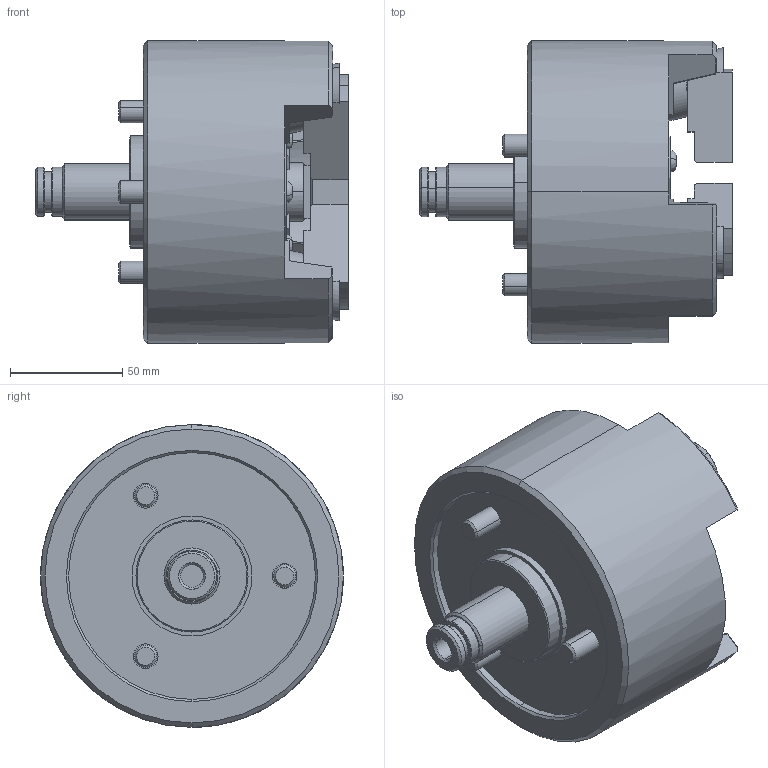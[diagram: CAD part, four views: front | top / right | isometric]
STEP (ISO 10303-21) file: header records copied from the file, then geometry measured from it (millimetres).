
FILE_DESCRIPTION (( 'STEP AP203' ), '1' );
FILE_NAME ('CF-3U-205K.STEP', '2020-01-21T10:04:22', ( 'temp' ), ( '' ), 'SwSTEP 2.0', 'SolidWorks 2016', '' );
FILE_SCHEMA (( 'CONFIG_CONTROL_DESIGN' ));
Length unit declared in the file: millimetre
Products named in the file (9): CF-3U-205-01000; CF-3U-205K-01000; CF-3U-205-03000; CF-3U-205-07000; CF-3U-205-08000; 半圓頭六角孔螺栓_M5x10; 圓頭內六角螺栓_M8x18; 圓頭內六角螺栓_M10x60; CF-3U-205K
Assembly tree (18 placements, depth 2):
  CF-3U-205K
    CF-3U-205-01000
    CF-3U-205K-01000
    CF-3U-205-03000  x3
    CF-3U-205-07000  x3
    CF-3U-205-08000
    半圓頭六角孔螺栓_M5x10  x3
    圓頭內六角螺栓_M8x18  x3
    圓頭內六角螺栓_M10x60  x3
Bounding box: 139.5 x 135 x 135 mm (x, y, z)
Volume: 1083950.1 mm3; surface area: 139597 mm2
Topology: 18 solids, 18 shells, 498 faces, 1186 edges, 726 vertices
Faces by surface type: plane 225, cylinder 135, cone 114, bspline 24
Entity records: 10421 total; most frequent: CARTESIAN_POINT 2550, DIRECTION 1447, ORIENTED_EDGE 1356, EDGE_CURVE 678, AXIS2_PLACEMENT_3D 577, VERTEX_POINT 426, EDGE_LOOP 320, LINE 293
